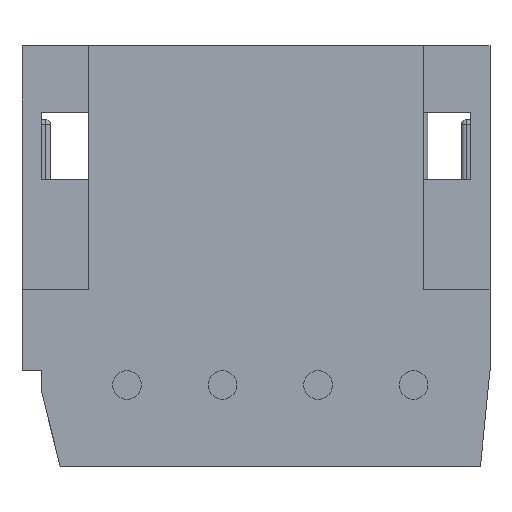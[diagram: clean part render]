
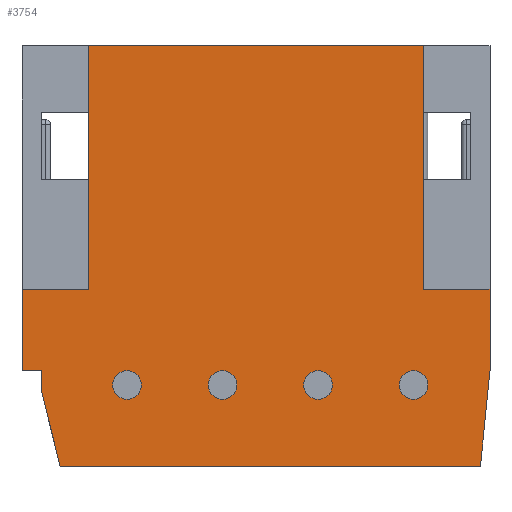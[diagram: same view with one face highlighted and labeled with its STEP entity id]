
A CAD part, front view. The second image highlights one B-rep face of the part: STEP entity #3754.
In plain terms, the highlighted planar face has unit normal (0, -1, 0).
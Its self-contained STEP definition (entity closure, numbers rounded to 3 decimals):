
#18=DIRECTION('',(0.,0.,-1.));
#19=VECTOR('',#18,1.7);
#20=CARTESIAN_POINT('',(-4.9,0.,0.));
#21=LINE('',#20,#19);
#302=DIRECTION('',(0.,0.,-1.));
#303=VECTOR('',#302,1.7);
#304=CARTESIAN_POINT('',(4.9,0.,0.));
#305=LINE('',#304,#303);
#1294=DIRECTION('',(-0.1,0.,-0.995));
#1295=VECTOR('',#1294,2.01);
#1296=CARTESIAN_POINT('',(4.9,0.,-1.7));
#1297=LINE('',#1296,#1295);
#1298=DIRECTION('',(-0.243,0.,0.97));
#1299=VECTOR('',#1298,1.649);
#1300=CARTESIAN_POINT('',(-4.1,0.,-3.7));
#1301=LINE('',#1300,#1299);
#1302=DIRECTION('',(0.,0.,1.));
#1303=VECTOR('',#1302,0.4);
#1304=CARTESIAN_POINT('',(-4.5,0.,-2.1));
#1305=LINE('',#1304,#1303);
#1306=DIRECTION('',(1.,0.,0.));
#1307=VECTOR('',#1306,0.4);
#1308=CARTESIAN_POINT('',(-4.9,0.,-1.7));
#1309=LINE('',#1308,#1307);
#1310=DIRECTION('',(1.,0.,0.));
#1311=VECTOR('',#1310,1.4);
#1312=CARTESIAN_POINT('',(-4.9,0.,0.));
#1313=LINE('',#1312,#1311);
#1314=DIRECTION('',(0.,0.,-1.));
#1315=VECTOR('',#1314,5.1);
#1316=CARTESIAN_POINT('',(-3.5,0.,5.1));
#1317=LINE('',#1316,#1315);
#1318=DIRECTION('',(1.,0.,0.));
#1319=VECTOR('',#1318,7.);
#1320=CARTESIAN_POINT('',(-3.5,0.,5.1));
#1321=LINE('',#1320,#1319);
#1322=DIRECTION('',(0.,0.,-1.));
#1323=VECTOR('',#1322,5.1);
#1324=CARTESIAN_POINT('',(3.5,0.,5.1));
#1325=LINE('',#1324,#1323);
#1326=DIRECTION('',(1.,0.,0.));
#1327=VECTOR('',#1326,1.4);
#1328=CARTESIAN_POINT('',(3.5,0.,0.));
#1329=LINE('',#1328,#1327);
#1330=CARTESIAN_POINT('',(3.3,0.,-2.002));
#1331=DIRECTION('',(0.,1.,0.));
#1332=DIRECTION('',(0.,0.,1.));
#1333=AXIS2_PLACEMENT_3D('',#1330,#1331,#1332);
#1335=CARTESIAN_POINT('',(3.3,0.,-2.002));
#1336=DIRECTION('',(0.,1.,0.));
#1337=DIRECTION('',(0.,0.,-1.));
#1338=AXIS2_PLACEMENT_3D('',#1335,#1336,#1337);
#1340=CARTESIAN_POINT('',(1.3,0.,-2.002));
#1341=DIRECTION('',(0.,1.,0.));
#1342=DIRECTION('',(0.,0.,1.));
#1343=AXIS2_PLACEMENT_3D('',#1340,#1341,#1342);
#1345=CARTESIAN_POINT('',(1.3,0.,-2.002));
#1346=DIRECTION('',(0.,1.,0.));
#1347=DIRECTION('',(0.,0.,-1.));
#1348=AXIS2_PLACEMENT_3D('',#1345,#1346,#1347);
#1350=CARTESIAN_POINT('',(-0.7,0.,-2.002));
#1351=DIRECTION('',(0.,1.,0.));
#1352=DIRECTION('',(0.,0.,1.));
#1353=AXIS2_PLACEMENT_3D('',#1350,#1351,#1352);
#1355=CARTESIAN_POINT('',(-0.7,0.,-2.002));
#1356=DIRECTION('',(0.,1.,0.));
#1357=DIRECTION('',(0.,0.,-1.));
#1358=AXIS2_PLACEMENT_3D('',#1355,#1356,#1357);
#1360=CARTESIAN_POINT('',(-2.7,0.,-2.002));
#1361=DIRECTION('',(0.,1.,0.));
#1362=DIRECTION('',(0.,0.,1.));
#1363=AXIS2_PLACEMENT_3D('',#1360,#1361,#1362);
#1365=CARTESIAN_POINT('',(-2.7,0.,-2.002));
#1366=DIRECTION('',(0.,1.,0.));
#1367=DIRECTION('',(0.,0.,-1.));
#1368=AXIS2_PLACEMENT_3D('',#1365,#1366,#1367);
#1382=DIRECTION('',(1.,0.,0.));
#1383=VECTOR('',#1382,8.8);
#1384=CARTESIAN_POINT('',(-4.1,0.,-3.7));
#1385=LINE('',#1384,#1383);
#1929=CARTESIAN_POINT('',(-4.9,0.,0.));
#1931=VERTEX_POINT('',#1929);
#1935=CARTESIAN_POINT('',(4.9,0.,0.));
#1937=VERTEX_POINT('',#1935);
#1943=CARTESIAN_POINT('',(3.5,0.,5.1));
#1944=VERTEX_POINT('',#1943);
#1945=CARTESIAN_POINT('',(-3.5,0.,5.1));
#1947=VERTEX_POINT('',#1945);
#1949=CARTESIAN_POINT('',(-3.5,0.,0.));
#1950=VERTEX_POINT('',#1949);
#1951=CARTESIAN_POINT('',(3.5,0.,0.));
#1952=VERTEX_POINT('',#1951);
#1979=CARTESIAN_POINT('',(4.9,0.,-1.7));
#1980=CARTESIAN_POINT('',(4.7,0.,-3.7));
#1981=VERTEX_POINT('',#1979);
#1982=VERTEX_POINT('',#1980);
#1983=CARTESIAN_POINT('',(-4.1,0.,-3.7));
#1984=CARTESIAN_POINT('',(-4.5,0.,-2.1));
#1985=VERTEX_POINT('',#1983);
#1986=VERTEX_POINT('',#1984);
#1987=CARTESIAN_POINT('',(-4.5,0.,-1.7));
#1988=VERTEX_POINT('',#1987);
#1989=CARTESIAN_POINT('',(-4.9,0.,-1.7));
#1990=VERTEX_POINT('',#1989);
#2137=CARTESIAN_POINT('',(3.3,0.,-1.702));
#2138=CARTESIAN_POINT('',(3.3,0.,-2.302));
#2139=VERTEX_POINT('',#2137);
#2140=VERTEX_POINT('',#2138);
#2159=CARTESIAN_POINT('',(1.3,0.,-1.702));
#2160=CARTESIAN_POINT('',(1.3,0.,-2.302));
#2161=VERTEX_POINT('',#2159);
#2162=VERTEX_POINT('',#2160);
#2356=CARTESIAN_POINT('',(-0.7,0.,-1.702));
#2357=CARTESIAN_POINT('',(-0.7,0.,-2.302));
#2358=VERTEX_POINT('',#2356);
#2359=VERTEX_POINT('',#2357);
#2378=CARTESIAN_POINT('',(-2.7,0.,-1.702));
#2379=CARTESIAN_POINT('',(-2.7,0.,-2.302));
#2380=VERTEX_POINT('',#2378);
#2381=VERTEX_POINT('',#2379);
#3706=CARTESIAN_POINT('',(-4.9,0.,5.1));
#3707=DIRECTION('',(0.,-1.,0.));
#3708=DIRECTION('',(0.,0.,-1.));
#3709=AXIS2_PLACEMENT_3D('',#3706,#3707,#3708);
#3710=PLANE('',#3709);
#3712=ORIENTED_EDGE('',*,*,#3711,.T.);
#3714=ORIENTED_EDGE('',*,*,#3713,.F.);
#3716=ORIENTED_EDGE('',*,*,#3715,.T.);
#3717=ORIENTED_EDGE('',*,*,#3331,.T.);
#3718=ORIENTED_EDGE('',*,*,#3650,.F.);
#3719=ORIENTED_EDGE('',*,*,#2414,.F.);
#3720=ORIENTED_EDGE('',*,*,#2600,.T.);
#3722=ORIENTED_EDGE('',*,*,#3721,.F.);
#3723=ORIENTED_EDGE('',*,*,#2935,.T.);
#3725=ORIENTED_EDGE('',*,*,#3724,.T.);
#3726=ORIENTED_EDGE('',*,*,#2581,.T.);
#3727=ORIENTED_EDGE('',*,*,#2694,.T.);
#3728=EDGE_LOOP('',(#3712,#3714,#3716,#3717,#3718,#3719,#3720,#3722,#3723,#3725,
#3726,#3727));
#3729=FACE_OUTER_BOUND('',#3728,.F.);
#3731=ORIENTED_EDGE('',*,*,#3730,.F.);
#3733=ORIENTED_EDGE('',*,*,#3732,.F.);
#3734=EDGE_LOOP('',(#3731,#3733));
#3735=FACE_BOUND('',#3734,.F.);
#3737=ORIENTED_EDGE('',*,*,#3736,.F.);
#3739=ORIENTED_EDGE('',*,*,#3738,.F.);
#3740=EDGE_LOOP('',(#3737,#3739));
#3741=FACE_BOUND('',#3740,.F.);
#3743=ORIENTED_EDGE('',*,*,#3742,.F.);
#3745=ORIENTED_EDGE('',*,*,#3744,.F.);
#3746=EDGE_LOOP('',(#3743,#3745));
#3747=FACE_BOUND('',#3746,.F.);
#3749=ORIENTED_EDGE('',*,*,#3748,.F.);
#3751=ORIENTED_EDGE('',*,*,#3750,.F.);
#3752=EDGE_LOOP('',(#3749,#3751));
#3753=FACE_BOUND('',#3752,.F.);
#1334=CIRCLE('',#1333,0.3);
#1339=CIRCLE('',#1338,0.3);
#1344=CIRCLE('',#1343,0.3);
#1349=CIRCLE('',#1348,0.3);
#1354=CIRCLE('',#1353,0.3);
#1359=CIRCLE('',#1358,0.3);
#1364=CIRCLE('',#1363,0.3);
#1369=CIRCLE('',#1368,0.3);
#2414=EDGE_CURVE('',#1931,#1990,#21,.T.);
#2581=EDGE_CURVE('',#1952,#1937,#1329,.T.);
#2600=EDGE_CURVE('',#1931,#1950,#1313,.T.);
#2694=EDGE_CURVE('',#1937,#1981,#305,.T.);
#2935=EDGE_CURVE('',#1947,#1944,#1321,.T.);
#3331=EDGE_CURVE('',#1986,#1988,#1305,.T.);
#3650=EDGE_CURVE('',#1990,#1988,#1309,.T.);
#3711=EDGE_CURVE('',#1981,#1982,#1297,.T.);
#3713=EDGE_CURVE('',#1985,#1982,#1385,.T.);
#3715=EDGE_CURVE('',#1985,#1986,#1301,.T.);
#3721=EDGE_CURVE('',#1947,#1950,#1317,.T.);
#3724=EDGE_CURVE('',#1944,#1952,#1325,.T.);
#3730=EDGE_CURVE('',#2139,#2140,#1334,.T.);
#3732=EDGE_CURVE('',#2140,#2139,#1339,.T.);
#3736=EDGE_CURVE('',#2161,#2162,#1344,.T.);
#3738=EDGE_CURVE('',#2162,#2161,#1349,.T.);
#3742=EDGE_CURVE('',#2358,#2359,#1354,.T.);
#3744=EDGE_CURVE('',#2359,#2358,#1359,.T.);
#3748=EDGE_CURVE('',#2380,#2381,#1364,.T.);
#3750=EDGE_CURVE('',#2381,#2380,#1369,.T.);
#3754=ADVANCED_FACE('',(#3729,#3735,#3741,#3747,#3753),#3710,.T.);
